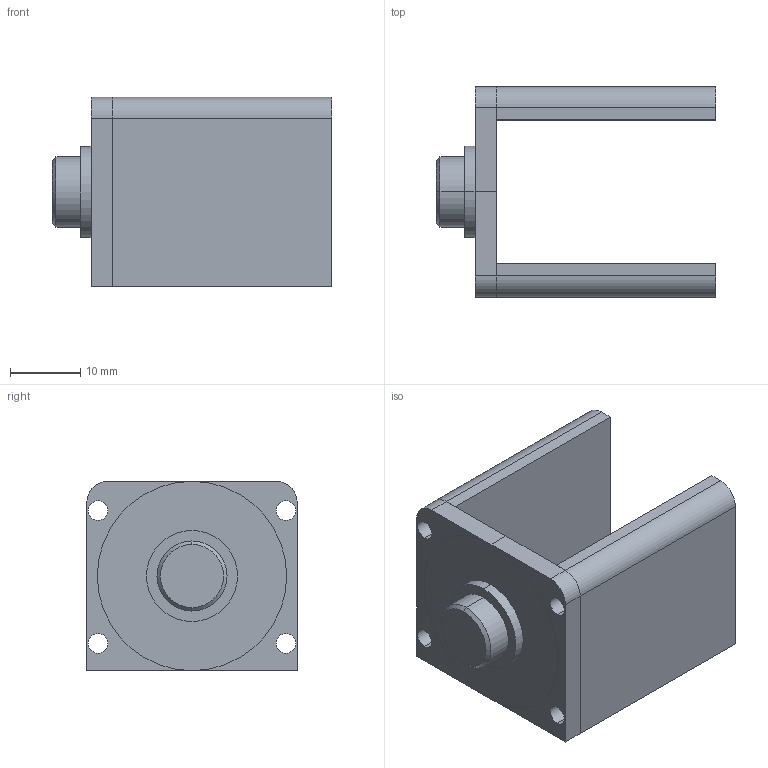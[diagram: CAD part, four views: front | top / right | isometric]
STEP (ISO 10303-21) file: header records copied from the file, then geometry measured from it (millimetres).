
FILE_DESCRIPTION (( 'STEP AP214' ), '1' );
FILE_NAME ('49586654514015951373.STEP', '2026-01-19T09:58:52', ( '' ), ( '' ), 'SwSTEP 2.0', 'SolidWorks 2025', '' );
FILE_SCHEMA (( 'AUTOMOTIVE_DESIGN' ));
Length unit declared in the file: millimetre
Products named in the file (1): 49586654514015951373
Bounding box: 39.8 x 30 x 27 mm (x, y, z)
Volume: 9990.6 mm3; surface area: 8406.5 mm2
Topology: 6 solids, 6 shells, 57 faces, 130 edges, 86 vertices
Faces by surface type: cylinder 28, plane 27, cone 2
Entity records: 1726 total; most frequent: DIRECTION 304, CARTESIAN_POINT 274, ORIENTED_EDGE 260, EDGE_CURVE 130, AXIS2_PLACEMENT_3D 116, VERTEX_POINT 86, EDGE_LOOP 74, LINE 72
